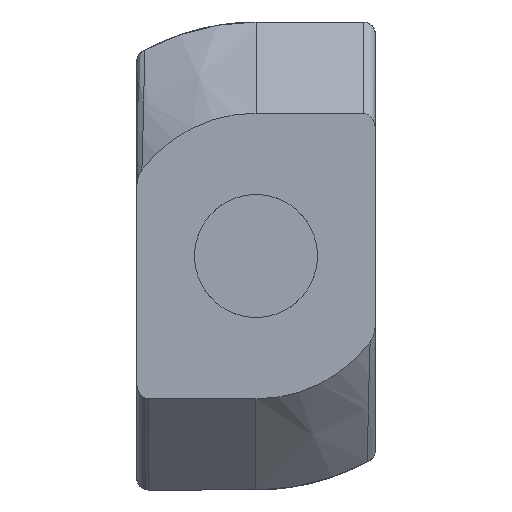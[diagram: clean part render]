
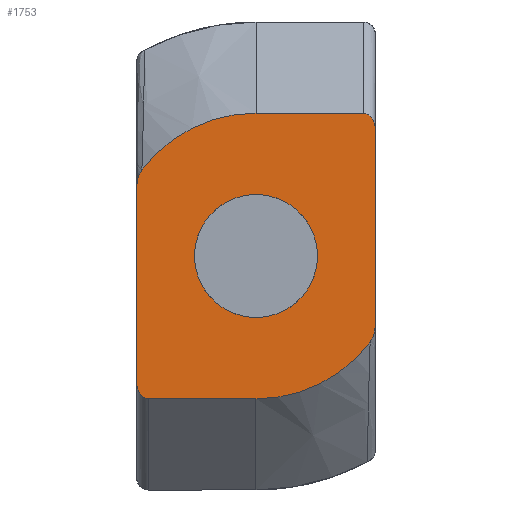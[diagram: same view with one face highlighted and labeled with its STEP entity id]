
A CAD part, front view. The second image highlights one B-rep face of the part: STEP entity #1753.
In plain terms, the highlighted face is planar.
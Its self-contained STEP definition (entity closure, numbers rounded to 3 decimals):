
#13 = EDGE_CURVE ( 'NONE', #295, #1423, #200, .T. ) ;
#52 = CARTESIAN_POINT ( 'NONE',  ( -5.8, -4.35, 0. ) ) ;
#61 = ORIENTED_EDGE ( 'NONE', *, *, #480, .T. ) ;
#64 = CARTESIAN_POINT ( 'NONE',  ( -2.5, 0., 0. ) ) ;
#77 = AXIS2_PLACEMENT_3D ( 'NONE', #1563, #316, #1772 ) ;
#103 = CARTESIAN_POINT ( 'NONE',  ( -5.507, -4.85, 0. ) ) ;
#109 = DIRECTION ( 'NONE',  ( 0., 0., -1. ) ) ;
#130 = CARTESIAN_POINT ( 'NONE',  ( 0., 0., 0. ) ) ;
#133 = VECTOR ( 'NONE', #840, 1000. ) ;
#144 = CARTESIAN_POINT ( 'NONE',  ( -3.49, 4.632, 0. ) ) ;
#200 = CIRCLE ( 'NONE', #533, 2.5 ) ;
#222 = FACE_BOUND ( 'NONE', #898, .T. ) ;
#236 = CARTESIAN_POINT ( 'NONE',  ( -8.169, 4.85, 0. ) ) ;
#251 = LINE ( 'NONE', #1544, #2350 ) ;
#258 = LINE ( 'NONE', #236, #2353 ) ;
#281 = CIRCLE ( 'NONE', #2211, 5.8 ) ;
#294 = B_SPLINE_CURVE_WITH_KNOTS ( 'NONE', 3,
 ( #335, #1175, #1597, #356, #1814, #564 ),
 .UNSPECIFIED., .F., .F.,
 ( 4, 2, 4 ),
 ( 0., 0., 0.001 ),
 .UNSPECIFIED. ) ;
#295 = VERTEX_POINT ( 'NONE', #1572 ) ;
#313 = DIRECTION ( 'NONE',  ( 0., 0., 1. ) ) ;
#316 = DIRECTION ( 'NONE',  ( 0., 0., -1. ) ) ;
#335 = CARTESIAN_POINT ( 'NONE',  ( 3.49, -4.632, 0. ) ) ;
#350 = ORIENTED_EDGE ( 'NONE', *, *, #1468, .T. ) ;
#356 = CARTESIAN_POINT ( 'NONE',  ( 2.943, -4.837, 0. ) ) ;
#392 = CARTESIAN_POINT ( 'NONE',  ( 5.093, 4.85, 0. ) ) ;
#416 = CARTESIAN_POINT ( 'NONE',  ( 5.8, 4.643, 0. ) ) ;
#442 = CARTESIAN_POINT ( 'NONE',  ( 5.8, 0., 0. ) ) ;
#456 = VERTEX_POINT ( 'NONE', #442 ) ;
#465 = EDGE_CURVE ( 'NONE', #2389, #755, #258, .T. ) ;
#480 = EDGE_CURVE ( 'NONE', #1361, #2215, #729, .T. ) ;
#513 = CARTESIAN_POINT ( 'NONE',  ( -5.8, -4.643, 0. ) ) ;
#533 = AXIS2_PLACEMENT_3D ( 'NONE', #2619, #313, #1780 ) ;
#558 = VERTEX_POINT ( 'NONE', #1774 ) ;
#564 = CARTESIAN_POINT ( 'NONE',  ( 2.649, -4.85, 0. ) ) ;
#577 =( BOUNDED_CURVE ( )  B_SPLINE_CURVE ( 3, ( #392, #2709, #416, #1874 ),
 .UNSPECIFIED., .F., .T. ) 
 B_SPLINE_CURVE_WITH_KNOTS ( ( 4, 4 ),
 ( 1.571, 3.142 ),
 .UNSPECIFIED. ) 
 CURVE ( )  GEOMETRIC_REPRESENTATION_ITEM ( )  RATIONAL_B_SPLINE_CURVE ( ( 1., 0.805, 0.805, 1. ) ) 
 REPRESENTATION_ITEM ( '' )  );
#579 = LINE ( 'NONE', #1619, #2114 ) ;
#599 = CARTESIAN_POINT ( 'NONE',  ( -3.229, 4.772, 0. ) ) ;
#696 = CARTESIAN_POINT ( 'NONE',  ( 5.093, 4.85, 0. ) ) ;
#698 = FACE_OUTER_BOUND ( 'NONE', #2156, .T. ) ;
#709 = DIRECTION ( 'NONE',  ( 0., -1., 0. ) ) ;
#729 = LINE ( 'NONE', #1703, #133 ) ;
#755 = VERTEX_POINT ( 'NONE', #2244 ) ;
#798 = CARTESIAN_POINT ( 'NONE',  ( -2.796, 4.85, 0. ) ) ;
#806 = ORIENTED_EDGE ( 'NONE', *, *, #465, .F. ) ;
#840 = DIRECTION ( 'NONE',  ( 0., 1., 0. ) ) ;
#898 = EDGE_LOOP ( 'NONE', ( #2380, #350 ) ) ;
#956 =( BOUNDED_CURVE ( )  B_SPLINE_CURVE ( 3, ( #1553, #103, #513, #1975 ),
 .UNSPECIFIED., .F., .F. ) 
 B_SPLINE_CURVE_WITH_KNOTS ( ( 4, 4 ),
 ( 1.571, 3.142 ),
 .UNSPECIFIED. ) 
 CURVE ( )  GEOMETRIC_REPRESENTATION_ITEM ( )  RATIONAL_B_SPLINE_CURVE ( ( 1., 0.805, 0.805, 1. ) ) 
 REPRESENTATION_ITEM ( '' )  );
#1033 = ORIENTED_EDGE ( 'NONE', *, *, #1512, .T. ) ;
#1053 = ORIENTED_EDGE ( 'NONE', *, *, #2173, .T. ) ;
#1120 = CARTESIAN_POINT ( 'NONE',  ( 0., 0., 0. ) ) ;
#1122 = EDGE_CURVE ( 'NONE', #1578, #755, #2148, .T. ) ;
#1137 = ORIENTED_EDGE ( 'NONE', *, *, #1506, .T. ) ;
#1165 = DIRECTION ( 'NONE',  ( 0., 0., 1. ) ) ;
#1175 = CARTESIAN_POINT ( 'NONE',  ( 3.371, -4.722, 0. ) ) ;
#1195 = DIRECTION ( 'NONE',  ( 1., 0., 0. ) ) ;
#1331 = DIRECTION ( 'NONE',  ( 1., 0., 0. ) ) ;
#1339 = CARTESIAN_POINT ( 'NONE',  ( 0., 0., 0. ) ) ;
#1349 = ORIENTED_EDGE ( 'NONE', *, *, #2542, .T. ) ;
#1358 = ORIENTED_EDGE ( 'NONE', *, *, #1122, .T. ) ;
#1361 = VERTEX_POINT ( 'NONE', #52 ) ;
#1415 = AXIS2_PLACEMENT_3D ( 'NONE', #130, #1165, #2641 ) ;
#1423 = VERTEX_POINT ( 'NONE', #64 ) ;
#1468 = EDGE_CURVE ( 'NONE', #1423, #295, #1490, .T. ) ;
#1490 = CIRCLE ( 'NONE', #2507, 2.5 ) ;
#1494 = EDGE_CURVE ( 'NONE', #2695, #456, #251, .T. ) ;
#1497 = VERTEX_POINT ( 'NONE', #1968 ) ;
#1506 = EDGE_CURVE ( 'NONE', #1497, #1361, #956, .T. ) ;
#1512 = EDGE_CURVE ( 'NONE', #456, #2618, #1856, .T. ) ;
#1544 = CARTESIAN_POINT ( 'NONE',  ( 5.8, 0., 0. ) ) ;
#1553 = CARTESIAN_POINT ( 'NONE',  ( -5.093, -4.85, 0. ) ) ;
#1557 = DIRECTION ( 'NONE',  ( 1., 0., 0. ) ) ;
#1563 = CARTESIAN_POINT ( 'NONE',  ( 0., 0., 0. ) ) ;
#1572 = CARTESIAN_POINT ( 'NONE',  ( 2.5, 0., 0. ) ) ;
#1578 = VERTEX_POINT ( 'NONE', #144 ) ;
#1597 = CARTESIAN_POINT ( 'NONE',  ( 3.229, -4.772, 0. ) ) ;
#1619 = CARTESIAN_POINT ( 'NONE',  ( -9.5, -4.85, 0. ) ) ;
#1639 = CARTESIAN_POINT ( 'NONE',  ( -3.371, 4.722, 0. ) ) ;
#1703 = CARTESIAN_POINT ( 'NONE',  ( -5.8, 0., 0. ) ) ;
#1753 = ADVANCED_FACE ( 'NONE', ( #222, #698 ), #1795, .F. ) ;
#1772 = DIRECTION ( 'NONE',  ( 1., 0., 0. ) ) ;
#1774 = CARTESIAN_POINT ( 'NONE',  ( 2.649, -4.85, 0. ) ) ;
#1780 = DIRECTION ( 'NONE',  ( 1., 0., 0. ) ) ;
#1795 = PLANE ( 'NONE',  #1415 ) ;
#1805 = CARTESIAN_POINT ( 'NONE',  ( -5.8, 0., 0. ) ) ;
#1814 = CARTESIAN_POINT ( 'NONE',  ( 2.796, -4.85, 0. ) ) ;
#1835 = ORIENTED_EDGE ( 'NONE', *, *, #1494, .T. ) ;
#1851 = EDGE_CURVE ( 'NONE', #1497, #558, #579, .T. ) ;
#1856 = CIRCLE ( 'NONE', #77, 5.8 ) ;
#1858 = CARTESIAN_POINT ( 'NONE',  ( 3.49, -4.632, 0. ) ) ;
#1874 = CARTESIAN_POINT ( 'NONE',  ( 5.8, 4.35, 0. ) ) ;
#1968 = CARTESIAN_POINT ( 'NONE',  ( -5.093, -4.85, 0. ) ) ;
#1975 = CARTESIAN_POINT ( 'NONE',  ( -5.8, -4.35, 0. ) ) ;
#2005 = ORIENTED_EDGE ( 'NONE', *, *, #1851, .F. ) ;
#2071 = CARTESIAN_POINT ( 'NONE',  ( -2.943, 4.837, 0. ) ) ;
#2114 = VECTOR ( 'NONE', #1195, 1000. ) ;
#2120 = DIRECTION ( 'NONE',  ( -1., 0., 0. ) ) ;
#2148 = B_SPLINE_CURVE_WITH_KNOTS ( 'NONE', 3,
 ( #2478, #1639, #599, #2071, #798, #2285 ),
 .UNSPECIFIED., .F., .F.,
 ( 4, 2, 4 ),
 ( 0., 0., 0.001 ),
 .UNSPECIFIED. ) ;
#2156 = EDGE_LOOP ( 'NONE', ( #1033, #1349, #2005, #1137, #61, #1053, #1358, #806, #2286, #1835 ) ) ;
#2173 = EDGE_CURVE ( 'NONE', #2215, #1578, #281, .T. ) ;
#2211 = AXIS2_PLACEMENT_3D ( 'NONE', #1339, #109, #1557 ) ;
#2215 = VERTEX_POINT ( 'NONE', #1805 ) ;
#2244 = CARTESIAN_POINT ( 'NONE',  ( -2.649, 4.85, 0. ) ) ;
#2285 = CARTESIAN_POINT ( 'NONE',  ( -2.649, 4.85, 0. ) ) ;
#2286 = ORIENTED_EDGE ( 'NONE', *, *, #2682, .T. ) ;
#2305 = CARTESIAN_POINT ( 'NONE',  ( 5.8, 4.35, 0. ) ) ;
#2350 = VECTOR ( 'NONE', #709, 1000. ) ;
#2353 = VECTOR ( 'NONE', #2120, 1000. ) ;
#2380 = ORIENTED_EDGE ( 'NONE', *, *, #13, .T. ) ;
#2389 = VERTEX_POINT ( 'NONE', #696 ) ;
#2478 = CARTESIAN_POINT ( 'NONE',  ( -3.49, 4.632, 0. ) ) ;
#2507 = AXIS2_PLACEMENT_3D ( 'NONE', #1120, #2593, #1331 ) ;
#2542 = EDGE_CURVE ( 'NONE', #2618, #558, #294, .T. ) ;
#2593 = DIRECTION ( 'NONE',  ( 0., 0., 1. ) ) ;
#2618 = VERTEX_POINT ( 'NONE', #1858 ) ;
#2619 = CARTESIAN_POINT ( 'NONE',  ( 0., 0., 0. ) ) ;
#2641 = DIRECTION ( 'NONE',  ( 1., 0., 0. ) ) ;
#2682 = EDGE_CURVE ( 'NONE', #2389, #2695, #577, .T. ) ;
#2695 = VERTEX_POINT ( 'NONE', #2305 ) ;
#2709 = CARTESIAN_POINT ( 'NONE',  ( 5.507, 4.85, 0. ) ) ;
